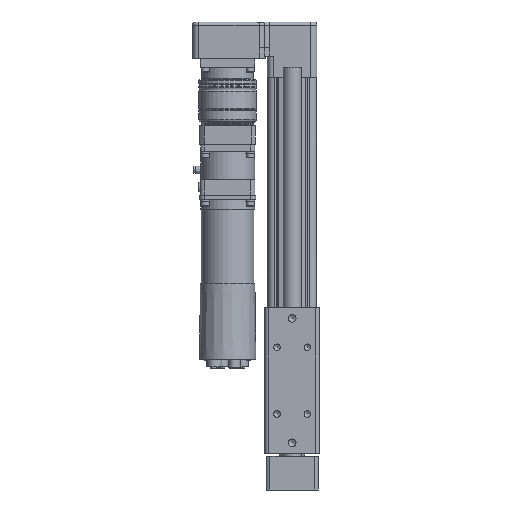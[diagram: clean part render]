
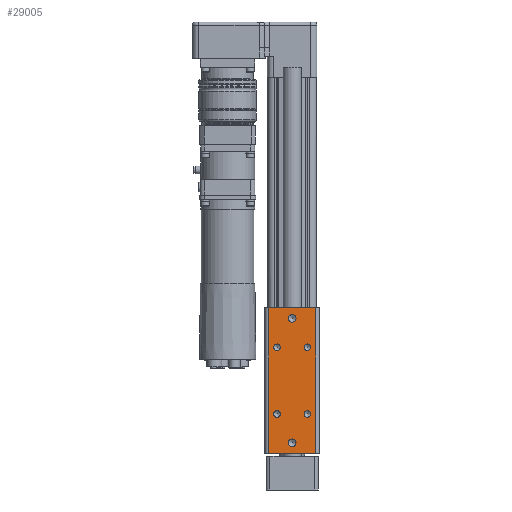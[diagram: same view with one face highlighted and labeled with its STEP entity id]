
A CAD part, left-side view. The second image highlights one B-rep face of the part: STEP entity #29005.
In plain terms, the highlighted planar face has unit normal (-1, 0, 0).
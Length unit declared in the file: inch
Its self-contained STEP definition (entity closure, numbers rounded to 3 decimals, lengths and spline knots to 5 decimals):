
#263 = CARTESIAN_POINT ( 'NONE',  ( -3.875, -0.965, -9.489 ) ) ;
#1946 = LINE ( 'NONE', #14495, #36502 ) ;
#2264 = CARTESIAN_POINT ( 'NONE',  ( -3.875, 0., -9.926 ) ) ;
#3154 = LINE ( 'NONE', #39371, #27330 ) ;
#3257 = DIRECTION ( 'NONE',  ( -1., 0., 0. ) ) ;
#3373 = EDGE_LOOP ( 'NONE', ( #38797 ) ) ;
#3633 = VERTEX_POINT ( 'NONE', #11755 ) ;
#4267 = DIRECTION ( 'NONE',  ( -1., 0., 0. ) ) ;
#4471 = CARTESIAN_POINT ( 'NONE',  ( -3.875, 0.965, -15.489 ) ) ;
#4580 = AXIS2_PLACEMENT_3D ( 'NONE', #12314, #27888, #8692 ) ;
#4731 = VERTEX_POINT ( 'NONE', #31338 ) ;
#5126 = CARTESIAN_POINT ( 'NONE',  ( -3.875, 0., -9.76825 ) ) ;
#5467 = DIRECTION ( 'NONE',  ( 0., 0., 1. ) ) ;
#5794 = EDGE_LOOP ( 'NONE', ( #5947 ) ) ;
#5947 = ORIENTED_EDGE ( 'NONE', *, *, #26999, .F. ) ;
#6103 = CARTESIAN_POINT ( 'NONE',  ( -3.875, 0., -15.051 ) ) ;
#6372 = DIRECTION ( 'NONE',  ( 0., 1., 0. ) ) ;
#6442 = CARTESIAN_POINT ( 'NONE',  ( -3.875, -0.625, -13.864 ) ) ;
#6817 = CARTESIAN_POINT ( 'NONE',  ( -3.875, 0.625, -13.73014 ) ) ;
#7479 = FACE_BOUND ( 'NONE', #5794, .T. ) ;
#7882 = FACE_BOUND ( 'NONE', #24460, .T. ) ;
#8179 = VERTEX_POINT ( 'NONE', #16009 ) ;
#8692 = DIRECTION ( 'NONE',  ( 0., 0., 1. ) ) ;
#8860 = DIRECTION ( 'NONE',  ( -1., 0., 0. ) ) ;
#8870 = DIRECTION ( 'NONE',  ( 0., 0., 1. ) ) ;
#9312 = EDGE_CURVE ( 'NONE', #3633, #40578, #1946, .T. ) ;
#9687 = VERTEX_POINT ( 'NONE', #15221 ) ;
#9699 = AXIS2_PLACEMENT_3D ( 'NONE', #6103, #40840, #8870 ) ;
#10532 = EDGE_CURVE ( 'NONE', #22863, #22863, #22937, .T. ) ;
#11079 = CIRCLE ( 'NONE', #9699, 0.15775 ) ;
#11268 = DIRECTION ( 'NONE',  ( -1., 0., 0. ) ) ;
#11284 = DIRECTION ( 'NONE',  ( 0., 1., 0. ) ) ;
#11755 = CARTESIAN_POINT ( 'NONE',  ( -3.875, 0.965, -9.489 ) ) ;
#11945 = ORIENTED_EDGE ( 'NONE', *, *, #24967, .F. ) ;
#12314 = CARTESIAN_POINT ( 'NONE',  ( -3.875, -0.625, -11.114 ) ) ;
#12343 = CARTESIAN_POINT ( 'NONE',  ( -3.875, 1.125, -9.489 ) ) ;
#13388 = ORIENTED_EDGE ( 'NONE', *, *, #9312, .T. ) ;
#13450 = EDGE_CURVE ( 'NONE', #9687, #3633, #15736, .T. ) ;
#13691 = ORIENTED_EDGE ( 'NONE', *, *, #10532, .F. ) ;
#13713 = VERTEX_POINT ( 'NONE', #26713 ) ;
#14495 = CARTESIAN_POINT ( 'NONE',  ( -3.875, 0.965, -9.489 ) ) ;
#14682 = FACE_BOUND ( 'NONE', #17863, .T. ) ;
#15051 = EDGE_CURVE ( 'NONE', #13713, #13713, #24849, .T. ) ;
#15067 = DIRECTION ( 'NONE',  ( 0., 0., 1. ) ) ;
#15221 = CARTESIAN_POINT ( 'NONE',  ( -3.875, -0.965, -9.489 ) ) ;
#15736 = LINE ( 'NONE', #12343, #41069 ) ;
#15742 = EDGE_CURVE ( 'NONE', #24076, #9687, #22839, .T. ) ;
#16009 = CARTESIAN_POINT ( 'NONE',  ( -3.875, 0., -14.89325 ) ) ;
#17623 = AXIS2_PLACEMENT_3D ( 'NONE', #26872, #33701, #15067 ) ;
#17863 = EDGE_LOOP ( 'NONE', ( #24394 ) ) ;
#18029 = ORIENTED_EDGE ( 'NONE', *, *, #15742, .T. ) ;
#18107 = AXIS2_PLACEMENT_3D ( 'NONE', #33467, #4267, #11284 ) ;
#19222 = DIRECTION ( 'NONE',  ( 0., 0., 1. ) ) ;
#19560 = CIRCLE ( 'NONE', #33210, 0.15775 ) ;
#19794 = EDGE_LOOP ( 'NONE', ( #13691 ) ) ;
#20463 = FACE_OUTER_BOUND ( 'NONE', #22220, .T. ) ;
#20877 = FACE_BOUND ( 'NONE', #3373, .T. ) ;
#20903 = DIRECTION ( 'NONE',  ( 0., 0., -1. ) ) ;
#22220 = EDGE_LOOP ( 'NONE', ( #42025, #13388, #26116, #18029 ) ) ;
#22456 = ORIENTED_EDGE ( 'NONE', *, *, #31477, .F. ) ;
#22839 = LINE ( 'NONE', #263, #28975 ) ;
#22863 = VERTEX_POINT ( 'NONE', #35875 ) ;
#22937 = CIRCLE ( 'NONE', #4580, 0.13386 ) ;
#24076 = VERTEX_POINT ( 'NONE', #41125 ) ;
#24394 = ORIENTED_EDGE ( 'NONE', *, *, #40934, .F. ) ;
#24460 = EDGE_LOOP ( 'NONE', ( #11945 ) ) ;
#24849 = CIRCLE ( 'NONE', #26224, 0.13386 ) ;
#24967 = EDGE_CURVE ( 'NONE', #31122, #31122, #19560, .T. ) ;
#25817 = CIRCLE ( 'NONE', #37410, 0.13386 ) ;
#26116 = ORIENTED_EDGE ( 'NONE', *, *, #39641, .F. ) ;
#26224 = AXIS2_PLACEMENT_3D ( 'NONE', #40047, #11268, #37070 ) ;
#26713 = CARTESIAN_POINT ( 'NONE',  ( -3.875, 0.625, -10.98014 ) ) ;
#26872 = CARTESIAN_POINT ( 'NONE',  ( -3.875, 0.625, -13.864 ) ) ;
#26999 = EDGE_CURVE ( 'NONE', #4731, #4731, #25817, .T. ) ;
#27330 = VECTOR ( 'NONE', #35549, 39.37008 ) ;
#27484 = FACE_BOUND ( 'NONE', #19794, .T. ) ;
#27685 = FACE_BOUND ( 'NONE', #40603, .T. ) ;
#27888 = DIRECTION ( 'NONE',  ( -1., 0., 0. ) ) ;
#28975 = VECTOR ( 'NONE', #19222, 39.37008 ) ;
#29005 = ADVANCED_FACE ( 'NONE', ( #14682, #7882, #27685, #20877, #27484, #7479, #20463 ), #40479, .T. ) ;
#29193 = CIRCLE ( 'NONE', #17623, 0.13386 ) ;
#31122 = VERTEX_POINT ( 'NONE', #5126 ) ;
#31338 = CARTESIAN_POINT ( 'NONE',  ( -3.875, -0.625, -13.73014 ) ) ;
#31477 = EDGE_CURVE ( 'NONE', #39188, #39188, #29193, .T. ) ;
#33210 = AXIS2_PLACEMENT_3D ( 'NONE', #2264, #8860, #5467 ) ;
#33467 = CARTESIAN_POINT ( 'NONE',  ( -3.875, 1.125, -9.489 ) ) ;
#33701 = DIRECTION ( 'NONE',  ( -1., 0., 0. ) ) ;
#35549 = DIRECTION ( 'NONE',  ( 0., 1., 0. ) ) ;
#35875 = CARTESIAN_POINT ( 'NONE',  ( -3.875, -0.625, -10.98014 ) ) ;
#36086 = DIRECTION ( 'NONE',  ( 0., 0., 1. ) ) ;
#36502 = VECTOR ( 'NONE', #20903, 39.37008 ) ;
#37070 = DIRECTION ( 'NONE',  ( 0., 0., 1. ) ) ;
#37410 = AXIS2_PLACEMENT_3D ( 'NONE', #6442, #3257, #36086 ) ;
#38797 = ORIENTED_EDGE ( 'NONE', *, *, #15051, .F. ) ;
#39188 = VERTEX_POINT ( 'NONE', #6817 ) ;
#39371 = CARTESIAN_POINT ( 'NONE',  ( -3.875, 1.125, -15.489 ) ) ;
#39641 = EDGE_CURVE ( 'NONE', #24076, #40578, #3154, .T. ) ;
#40047 = CARTESIAN_POINT ( 'NONE',  ( -3.875, 0.625, -11.114 ) ) ;
#40479 = PLANE ( 'NONE',  #18107 ) ;
#40578 = VERTEX_POINT ( 'NONE', #4471 ) ;
#40603 = EDGE_LOOP ( 'NONE', ( #22456 ) ) ;
#40840 = DIRECTION ( 'NONE',  ( -1., 0., 0. ) ) ;
#40934 = EDGE_CURVE ( 'NONE', #8179, #8179, #11079, .T. ) ;
#41069 = VECTOR ( 'NONE', #6372, 39.37008 ) ;
#41125 = CARTESIAN_POINT ( 'NONE',  ( -3.875, -0.965, -15.489 ) ) ;
#42025 = ORIENTED_EDGE ( 'NONE', *, *, #13450, .T. ) ;
